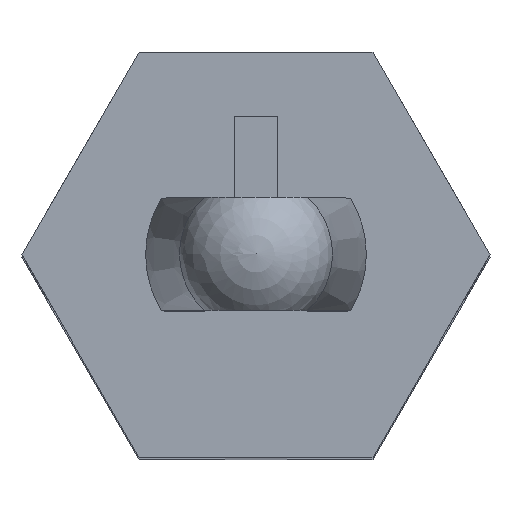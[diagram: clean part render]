
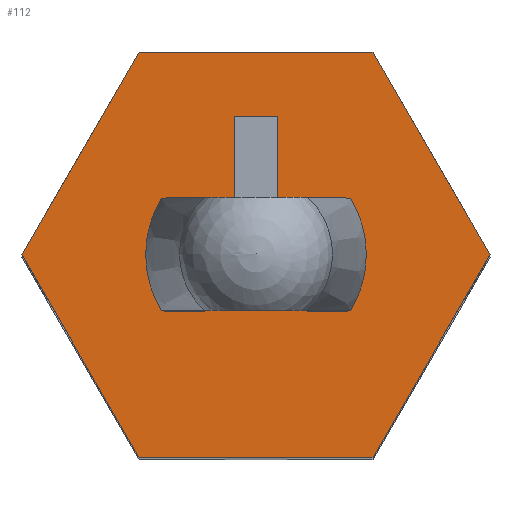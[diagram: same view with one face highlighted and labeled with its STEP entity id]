
A CAD part, top view. The second image highlights one B-rep face of the part: STEP entity #112.
In plain terms, the highlighted planar face has unit normal (0, 0, 1).
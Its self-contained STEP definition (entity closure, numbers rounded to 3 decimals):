
#112 = ADVANCED_FACE( '', ( #267, #268, #269 ), #270, .F. );
#267 = FACE_BOUND( '', #466, .T. );
#268 = FACE_BOUND( '', #467, .T. );
#269 = FACE_OUTER_BOUND( '', #468, .T. );
#270 = PLANE( '', #469 );
#466 = EDGE_LOOP( '', ( #746, #747, #748, #749 ) );
#467 = EDGE_LOOP( '', ( #750, #751, #752, #753 ) );
#468 = EDGE_LOOP( '', ( #754, #755, #756, #757, #758, #759 ) );
#469 = AXIS2_PLACEMENT_3D( '', #760, #761, #762 );
#746 = ORIENTED_EDGE( '', *, *, #1261, .T. );
#747 = ORIENTED_EDGE( '', *, *, #1262, .T. );
#748 = ORIENTED_EDGE( '', *, *, #1255, .T. );
#749 = ORIENTED_EDGE( '', *, *, #1263, .T. );
#750 = ORIENTED_EDGE( '', *, *, #1264, .T. );
#751 = ORIENTED_EDGE( '', *, *, #1250, .T. );
#752 = ORIENTED_EDGE( '', *, *, #1265, .F. );
#753 = ORIENTED_EDGE( '', *, *, #1266, .T. );
#754 = ORIENTED_EDGE( '', *, *, #1267, .F. );
#755 = ORIENTED_EDGE( '', *, *, #1234, .F. );
#756 = ORIENTED_EDGE( '', *, *, #1188, .F. );
#757 = ORIENTED_EDGE( '', *, *, #1268, .F. );
#758 = ORIENTED_EDGE( '', *, *, #1269, .F. );
#759 = ORIENTED_EDGE( '', *, *, #1270, .F. );
#760 = CARTESIAN_POINT( '', ( 0., 0., 28.6 ) );
#761 = DIRECTION( '', ( 0., 0., -1. ) );
#762 = DIRECTION( '', ( -1., 0., 0. ) );
#1188 = EDGE_CURVE( '', #1414, #1416, #1417, .T. );
#1234 = EDGE_CURVE( '', #1416, #1492, #1498, .T. );
#1250 = EDGE_CURVE( '', #1522, #1520, #1523, .T. );
#1255 = EDGE_CURVE( '', #1531, #1529, #1532, .T. );
#1261 = EDGE_CURVE( '', #1540, #1541, #1542, .T. );
#1262 = EDGE_CURVE( '', #1541, #1531, #1543, .T. );
#1263 = EDGE_CURVE( '', #1529, #1540, #1544, .T. );
#1264 = EDGE_CURVE( '', #1545, #1522, #1546, .T. );
#1265 = EDGE_CURVE( '', #1547, #1520, #1548, .T. );
#1266 = EDGE_CURVE( '', #1547, #1545, #1549, .T. );
#1267 = EDGE_CURVE( '', #1492, #1550, #1551, .T. );
#1268 = EDGE_CURVE( '', #1552, #1414, #1553, .T. );
#1269 = EDGE_CURVE( '', #1554, #1552, #1555, .T. );
#1270 = EDGE_CURVE( '', #1550, #1554, #1556, .T. );
#1414 = VERTEX_POINT( '', #1738 );
#1416 = VERTEX_POINT( '', #1741 );
#1417 = LINE( '', #1742, #1743 );
#1492 = VERTEX_POINT( '', #1854 );
#1498 = LINE( '', #1863, #1864 );
#1520 = VERTEX_POINT( '', #1894 );
#1522 = VERTEX_POINT( '', #1897 );
#1523 = LINE( '', #1898, #1899 );
#1529 = VERTEX_POINT( '', #1916 );
#1531 = VERTEX_POINT( '', #1927 );
#1532 = LINE( '', #1928, #1929 );
#1540 = VERTEX_POINT( '', #1941 );
#1541 = VERTEX_POINT( '', #1942 );
#1542 = LINE( '', #1943, #1944 );
#1543 = LINE( '', #1945, #1946 );
#1544 = CIRCLE( '', #1947, 2. );
#1545 = VERTEX_POINT( '', #1948 );
#1546 = CIRCLE( '', #1949, 2. );
#1547 = VERTEX_POINT( '', #1950 );
#1548 = LINE( '', #1951, #1952 );
#1549 = LINE( '', #1953, #1954 );
#1550 = VERTEX_POINT( '', #1955 );
#1551 = LINE( '', #1956, #1957 );
#1552 = VERTEX_POINT( '', #1958 );
#1553 = LINE( '', #1959, #1960 );
#1554 = VERTEX_POINT( '', #1961 );
#1555 = LINE( '', #1962, #1963 );
#1556 = LINE( '', #1964, #1965 );
#1738 = CARTESIAN_POINT( '', ( -2.281, 3.95, 28.6 ) );
#1741 = CARTESIAN_POINT( '', ( 2.281, 3.95, 28.6 ) );
#1742 = CARTESIAN_POINT( '', ( -2.281, 3.95, 28.6 ) );
#1743 = VECTOR( '', #2215, 1000. );
#1854 = CARTESIAN_POINT( '', ( 4.561, 0., 28.6 ) );
#1863 = CARTESIAN_POINT( '', ( 2.281, 3.95, 28.6 ) );
#1864 = VECTOR( '', #2263, 1000. );
#1894 = CARTESIAN_POINT( '', ( -1., 1.1, 28.6 ) );
#1897 = CARTESIAN_POINT( '', ( -1.67, 1.1, 28.6 ) );
#1898 = CARTESIAN_POINT( '', ( -2.15, 1.1, 28.6 ) );
#1899 = VECTOR( '', #2279, 1000. );
#1916 = CARTESIAN_POINT( '', ( 1.67, 1.1, 28.6 ) );
#1927 = CARTESIAN_POINT( '', ( 1., 1.1, 28.6 ) );
#1928 = CARTESIAN_POINT( '', ( -2.15, 1.1, 28.6 ) );
#1929 = VECTOR( '', #2283, 1000. );
#1941 = CARTESIAN_POINT( '', ( 1.67, -1.1, 28.6 ) );
#1942 = CARTESIAN_POINT( '', ( 1., -1.1, 28.6 ) );
#1943 = CARTESIAN_POINT( '', ( 2.15, -1.1, 28.6 ) );
#1944 = VECTOR( '', #2288, 1000. );
#1945 = CARTESIAN_POINT( '', ( 1., -1.1, 28.6 ) );
#1946 = VECTOR( '', #2289, 1000. );
#1947 = AXIS2_PLACEMENT_3D( '', #2290, #2291, #2292 );
#1948 = CARTESIAN_POINT( '', ( -1.67, -1.1, 28.6 ) );
#1949 = AXIS2_PLACEMENT_3D( '', #2293, #2294, #2295 );
#1950 = CARTESIAN_POINT( '', ( -1., -1.1, 28.6 ) );
#1951 = CARTESIAN_POINT( '', ( -1., -1.1, 28.6 ) );
#1952 = VECTOR( '', #2296, 1000. );
#1953 = CARTESIAN_POINT( '', ( 2.15, -1.1, 28.6 ) );
#1954 = VECTOR( '', #2297, 1000. );
#1955 = CARTESIAN_POINT( '', ( 2.281, -3.95, 28.6 ) );
#1956 = CARTESIAN_POINT( '', ( 4.561, 0., 28.6 ) );
#1957 = VECTOR( '', #2298, 1000. );
#1958 = CARTESIAN_POINT( '', ( -4.561, 0., 28.6 ) );
#1959 = CARTESIAN_POINT( '', ( -2.281, 3.95, 28.6 ) );
#1960 = VECTOR( '', #2299, 1000. );
#1961 = CARTESIAN_POINT( '', ( -2.281, -3.95, 28.6 ) );
#1962 = CARTESIAN_POINT( '', ( -4.561, 0., 28.6 ) );
#1963 = VECTOR( '', #2300, 1000. );
#1964 = CARTESIAN_POINT( '', ( 2.281, -3.95, 28.6 ) );
#1965 = VECTOR( '', #2301, 1000. );
#2215 = DIRECTION( '', ( 1., 0., 0. ) );
#2263 = DIRECTION( '', ( 0.5, -0.866, 0. ) );
#2279 = DIRECTION( '', ( 1., 0., 0. ) );
#2283 = DIRECTION( '', ( 1., 0., 0. ) );
#2288 = DIRECTION( '', ( -1., 0., 0. ) );
#2289 = DIRECTION( '', ( 0., 1., 0. ) );
#2290 = CARTESIAN_POINT( '', ( 0., 0., 28.6 ) );
#2291 = DIRECTION( '', ( 0., 0., -1. ) );
#2292 = DIRECTION( '', ( -1., 0., 0. ) );
#2293 = CARTESIAN_POINT( '', ( 0., 0., 28.6 ) );
#2294 = DIRECTION( '', ( 0., 0., -1. ) );
#2295 = DIRECTION( '', ( -1., 0., 0. ) );
#2296 = DIRECTION( '', ( 0., 1., 0. ) );
#2297 = DIRECTION( '', ( -1., 0., 0. ) );
#2298 = DIRECTION( '', ( -0.5, -0.866, 0. ) );
#2299 = DIRECTION( '', ( 0.5, 0.866, 0. ) );
#2300 = DIRECTION( '', ( -0.5, 0.866, 0. ) );
#2301 = DIRECTION( '', ( -1., 0., 0. ) );
